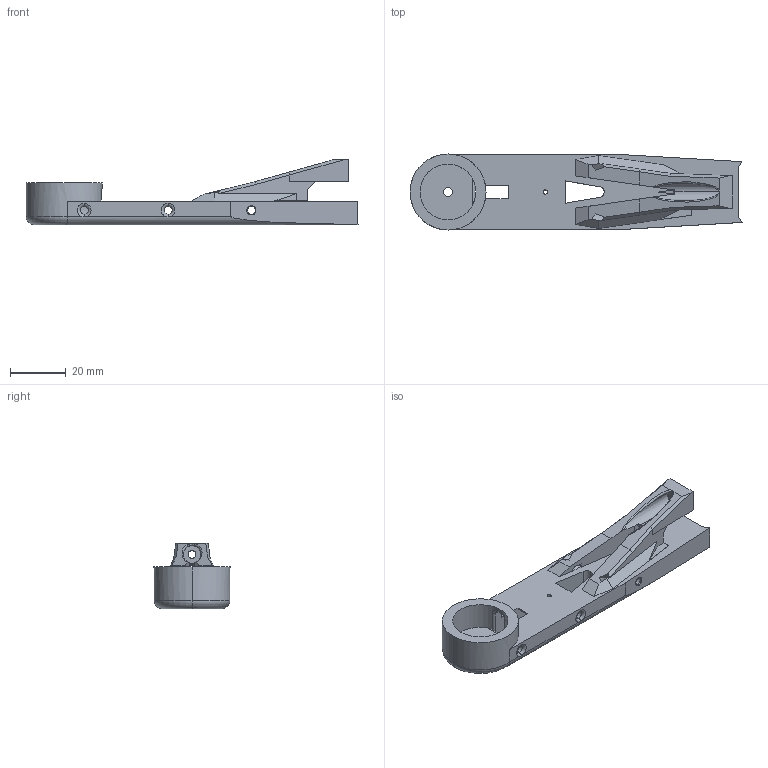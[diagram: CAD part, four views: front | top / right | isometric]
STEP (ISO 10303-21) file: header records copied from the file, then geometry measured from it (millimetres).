
FILE_DESCRIPTION (( 'STEP AP214' ), '1' );
FILE_NAME ('Foream LONG V5.STEP', '2023-06-15T13:31:54', ( '' ), ( '' ), 'SwSTEP 2.0', 'SolidWorks 2021', '' );
FILE_SCHEMA (( 'AUTOMOTIVE_DESIGN' ));
Length unit declared in the file: millimetre
Products named in the file (1): Foream LONG V5
Bounding box: 119.39 x 27.34 x 23.5 mm (x, y, z)
Volume: 27356.4 mm3; surface area: 12862.9 mm2
Topology: 1 solids, 2 shells, 178 faces, 511 edges, 333 vertices
Faces by surface type: plane 91, cylinder 54, torus 19, bspline 12, cone 2
Entity records: 9253 total; most frequent: CARTESIAN_POINT 3274, ORIENTED_EDGE 1022, DIRECTION 748, EDGE_CURVE 511, VERTEX_POINT 333, AXIS2_PLACEMENT_3D 265, LINE 218, VECTOR 218
